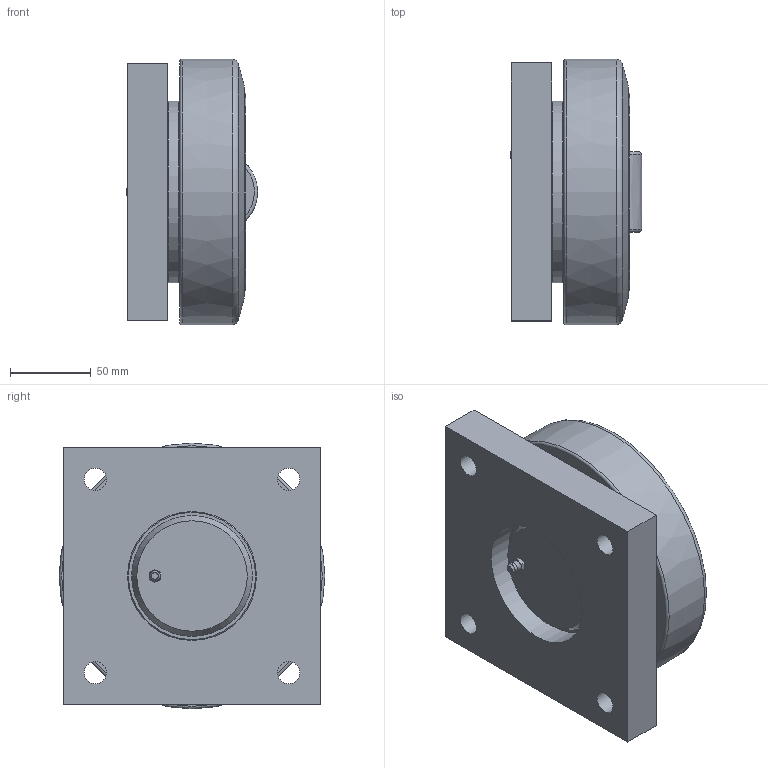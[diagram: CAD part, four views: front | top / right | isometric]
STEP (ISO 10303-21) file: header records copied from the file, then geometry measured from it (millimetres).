
FILE_DESCRIPTION(/* description */ ('-'),/* implementation_level */ '2;1');
FILE_NAME(/* name */ 'ALFATEC_MR165-0610BQ1000.stp',/* time_stamp */ '2021-02-10T08:32:26+01:00',/* author */ ('kstaebler'),/* organization */ (''),/* preprocessor_version */ 'ST-DEVELOPER v18.1',/* originating_system */ 'Autodesk Inventor 2020',/* authorisation */ '');
FILE_SCHEMA (('AUTOMOTIVE_DESIGN { 1 0 10303 214 3 1 1 }'));
Length unit declared in the file: millimetre
Products named in the file (1): MR 165.0610 BQ1000_Kontur
Bounding box: 81.79 x 164.99 x 165 mm (x, y, z)
Volume: 1244752.2 mm3; surface area: 191640.1 mm2
Topology: 1 solids, 1 shells, 301 faces, 794 edges, 508 vertices
Faces by surface type: plane 148, cylinder 68, cone 55, torus 19, bspline 6, sphere 5
Full cylindrical faces by diameter (mm): 2.5 x1, 3 x1, 4.917 x3, 6 x2, 11.7 x6, 13.835 x4, 75 x1, 80 x1, 100 x2, 110.8 x2, 113 x1, 123.8 x2, 124.8 x3, 134 x1
Entity records: 9923 total; most frequent: CARTESIAN_POINT 2096, DIRECTION 1595, ORIENTED_EDGE 1560, EDGE_CURVE 780, AXIS2_PLACEMENT_3D 610, VERTEX_POINT 508, LINE 375, VECTOR 375
